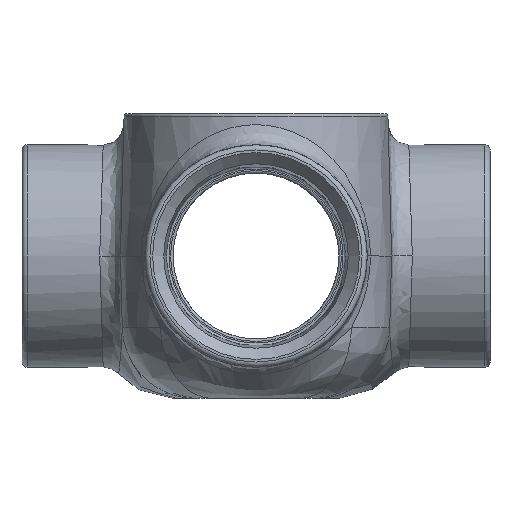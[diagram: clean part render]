
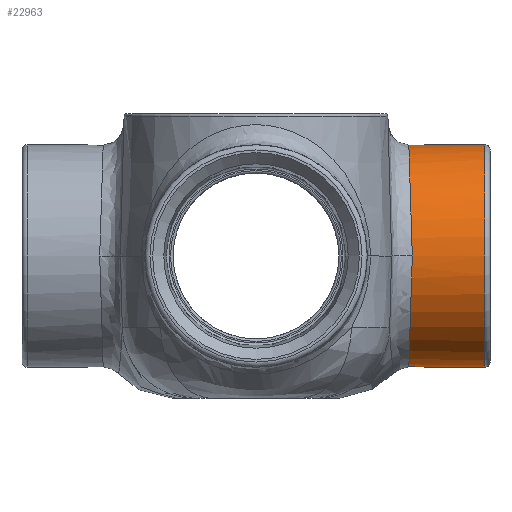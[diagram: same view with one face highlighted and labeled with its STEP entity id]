
A CAD part, left-side view. The second image highlights one B-rep face of the part: STEP entity #22963.
In plain terms, the highlighted cylindrical face has radius 34.131 mm (diameter 68.263 mm), a full revolution.
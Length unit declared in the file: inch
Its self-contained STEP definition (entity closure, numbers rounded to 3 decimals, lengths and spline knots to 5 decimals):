
#38=FACE_BOUND('',#8817,.T.);
#1159=ELLIPSE('',#24294,1.3444,1.34375);
#1162=ELLIPSE('',#24297,1.3444,1.34375);
#6677=CYLINDRICAL_SURFACE('',#24299,1.34375);
#7525=FACE_OUTER_BOUND('',#8816,.T.);
#8816=EDGE_LOOP('',(#16211));
#8817=EDGE_LOOP('',(#16212,#16213));
#10250=CIRCLE('',#24300,1.34375);
#10405=VERTEX_POINT('',#32435);
#10406=VERTEX_POINT('',#32437);
#10408=VERTEX_POINT('',#32508);
#12716=EDGE_CURVE('',#10405,#10406,#1159,.T.);
#12719=EDGE_CURVE('',#10406,#10405,#1162,.T.);
#12723=EDGE_CURVE('',#10408,#10408,#10250,.T.);
#16211=ORIENTED_EDGE('',*,*,#12723,.F.);
#16212=ORIENTED_EDGE('',*,*,#12716,.F.);
#16213=ORIENTED_EDGE('',*,*,#12719,.F.);
#22963=ADVANCED_FACE('',(#7525,#38),#6677,.T.);
#24294=AXIS2_PLACEMENT_3D('',#32438,#25555,#25556);
#24297=AXIS2_PLACEMENT_3D('',#32501,#25561,#25562);
#24299=AXIS2_PLACEMENT_3D('',#32507,#25568,#25569);
#24300=AXIS2_PLACEMENT_3D('',#32509,#25570,#25571);
#25555=DIRECTION('center_axis',(0.,1.,-0.031));
#25556=DIRECTION('ref_axis',(0.,0.031,1.));
#25561=DIRECTION('center_axis',(0.,1.,0.031));
#25562=DIRECTION('ref_axis',(0.,0.031,-1.));
#25568=DIRECTION('center_axis',(0.,1.,0.));
#25569=DIRECTION('ref_axis',(1.,0.,0.));
#25570=DIRECTION('center_axis',(0.,-1.,0.));
#25571=DIRECTION('ref_axis',(1.,0.,0.));
#32435=CARTESIAN_POINT('',(-1.34375,-1.88884,-1.71875));
#32437=CARTESIAN_POINT('',(1.34375,-1.88884,-1.71875));
#32438=CARTESIAN_POINT('Origin',(0.,-1.88884,-1.71875));
#32501=CARTESIAN_POINT('Origin',(0.,-1.88884,-1.71875));
#32507=CARTESIAN_POINT('Origin',(0.,-2.82813,-1.71875));
#32508=CARTESIAN_POINT('',(-1.34375,-2.76563,-1.71875));
#32509=CARTESIAN_POINT('Origin',(0.,-2.76563,-1.71875));
